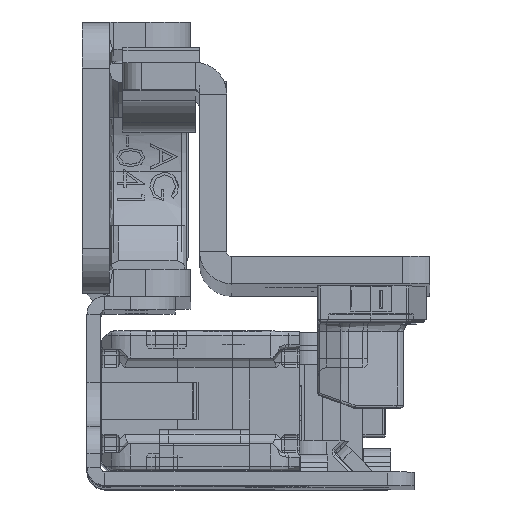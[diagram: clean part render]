
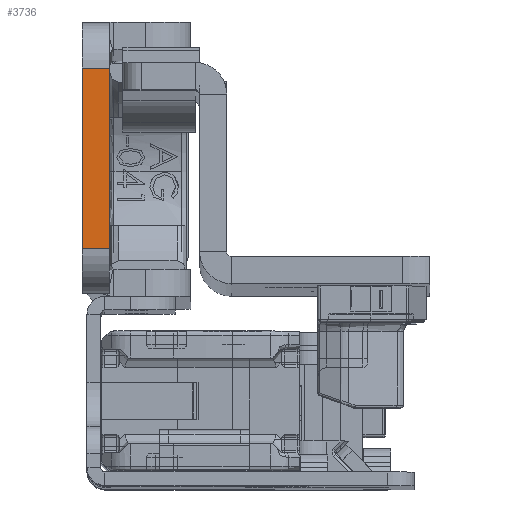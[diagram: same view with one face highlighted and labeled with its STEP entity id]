
A CAD part, top view. The second image highlights one B-rep face of the part: STEP entity #3736.
In plain terms, the highlighted planar face has unit normal (0, 0, 1).
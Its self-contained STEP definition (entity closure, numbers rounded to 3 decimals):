
#3736 = ADVANCED_FACE ( 'NONE', ( #71393 ), #49117, .F. ) ;
#5831 = LINE ( 'NONE', #9631, #16266 ) ;
#5879 = DIRECTION ( 'NONE',  ( -1., 0., 0. ) ) ;
#9631 = CARTESIAN_POINT ( 'NONE',  ( 3., -22.5, 0. ) ) ;
#11850 = DIRECTION ( 'NONE',  ( -1., 0., 0. ) ) ;
#15259 = LINE ( 'NONE', #15949, #50090 ) ;
#15849 = CARTESIAN_POINT ( 'NONE',  ( 0., 10., 0. ) ) ;
#15949 = CARTESIAN_POINT ( 'NONE',  ( 3., 10., 0. ) ) ;
#16266 = VECTOR ( 'NONE', #37823, 1000. ) ;
#16559 = VERTEX_POINT ( 'NONE', #69325 ) ;
#17485 = CARTESIAN_POINT ( 'NONE',  ( 3., 10., 0. ) ) ;
#18423 = AXIS2_PLACEMENT_3D ( 'NONE', #60788, #54952, #5879 ) ;
#27531 = VECTOR ( 'NONE', #11850, 1000. ) ;
#32133 = EDGE_CURVE ( 'NONE', #16559, #52608, #38602, .T. ) ;
#34402 = VERTEX_POINT ( 'NONE', #15849 ) ;
#35341 = VERTEX_POINT ( 'NONE', #17485 ) ;
#35493 = EDGE_CURVE ( 'NONE', #35341, #34402, #15259, .T. ) ;
#36860 = DIRECTION ( 'NONE',  ( -1., 0., 0. ) ) ;
#37823 = DIRECTION ( 'NONE',  ( 0., -1., 0. ) ) ;
#38602 = LINE ( 'NONE', #71858, #27531 ) ;
#42596 = CARTESIAN_POINT ( 'NONE',  ( 0., -22.5, 0. ) ) ;
#46550 = EDGE_LOOP ( 'NONE', ( #52690, #57465, #71555, #49977 ) ) ;
#47036 = EDGE_CURVE ( 'NONE', #35341, #16559, #5831, .T. ) ;
#48455 = LINE ( 'NONE', #42596, #56161 ) ;
#49117 = PLANE ( 'NONE',  #18423 ) ;
#49977 = ORIENTED_EDGE ( 'NONE', *, *, #71446, .T. ) ;
#50090 = VECTOR ( 'NONE', #36860, 1000. ) ;
#52608 = VERTEX_POINT ( 'NONE', #62915 ) ;
#52690 = ORIENTED_EDGE ( 'NONE', *, *, #32133, .F. ) ;
#54952 = DIRECTION ( 'NONE',  ( 0., 0., -1. ) ) ;
#56161 = VECTOR ( 'NONE', #71436, 1000. ) ;
#57465 = ORIENTED_EDGE ( 'NONE', *, *, #47036, .F. ) ;
#60788 = CARTESIAN_POINT ( 'NONE',  ( 3., -22.5, 0. ) ) ;
#62915 = CARTESIAN_POINT ( 'NONE',  ( 0., -10., 0. ) ) ;
#69325 = CARTESIAN_POINT ( 'NONE',  ( 3., -10., 0. ) ) ;
#71393 = FACE_OUTER_BOUND ( 'NONE', #46550, .T. ) ;
#71436 = DIRECTION ( 'NONE',  ( 0., -1., 0. ) ) ;
#71446 = EDGE_CURVE ( 'NONE', #34402, #52608, #48455, .T. ) ;
#71555 = ORIENTED_EDGE ( 'NONE', *, *, #35493, .T. ) ;
#71858 = CARTESIAN_POINT ( 'NONE',  ( 3., -10., 0. ) ) ;
